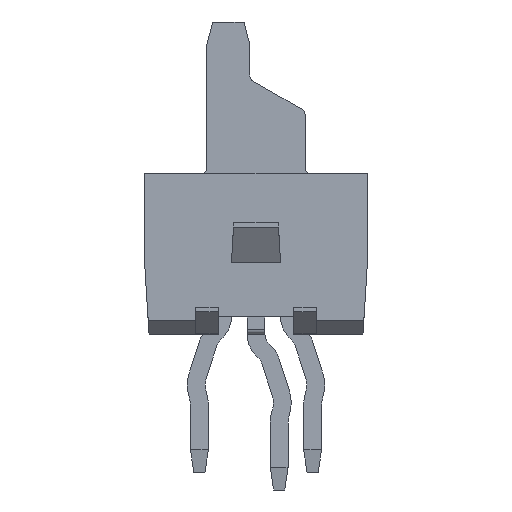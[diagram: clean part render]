
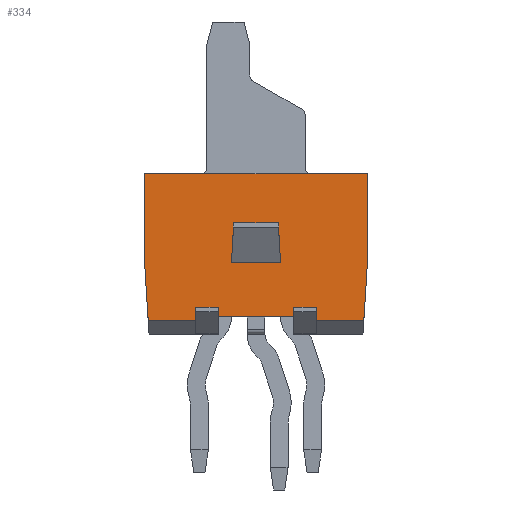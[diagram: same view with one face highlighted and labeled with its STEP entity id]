
A CAD part, left-side view. The second image highlights one B-rep face of the part: STEP entity #334.
In plain terms, the highlighted planar face has unit normal (-1, 0, 0).
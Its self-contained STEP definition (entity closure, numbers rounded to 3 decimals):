
#334 = ADVANCED_FACE( '', ( #775, #776 ), #777, .F. );
#775 = FACE_BOUND( '', #1335, .T. );
#776 = FACE_OUTER_BOUND( '', #1336, .T. );
#777 = PLANE( '', #1337 );
#1335 = EDGE_LOOP( '', ( #2340, #2341, #2342, #2343 ) );
#1336 = EDGE_LOOP( '', ( #2344, #2345, #2346, #2347, #2348, #2349, #2350, #2351, #2352, #2353, #2354, #2355, #2356, #2357 ) );
#1337 = AXIS2_PLACEMENT_3D( '', #2358, #2359, #2360 );
#2340 = ORIENTED_EDGE( '', *, *, #3826, .T. );
#2341 = ORIENTED_EDGE( '', *, *, #3827, .T. );
#2342 = ORIENTED_EDGE( '', *, *, #3576, .F. );
#2343 = ORIENTED_EDGE( '', *, *, #3601, .F. );
#2344 = ORIENTED_EDGE( '', *, *, #3626, .T. );
#2345 = ORIENTED_EDGE( '', *, *, #3828, .T. );
#2346 = ORIENTED_EDGE( '', *, *, #3698, .F. );
#2347 = ORIENTED_EDGE( '', *, *, #3829, .T. );
#2348 = ORIENTED_EDGE( '', *, *, #3830, .F. );
#2349 = ORIENTED_EDGE( '', *, *, #3529, .F. );
#2350 = ORIENTED_EDGE( '', *, *, #3579, .T. );
#2351 = ORIENTED_EDGE( '', *, *, #3831, .T. );
#2352 = ORIENTED_EDGE( '', *, *, #3832, .F. );
#2353 = ORIENTED_EDGE( '', *, *, #3833, .F. );
#2354 = ORIENTED_EDGE( '', *, *, #3834, .F. );
#2355 = ORIENTED_EDGE( '', *, *, #3713, .T. );
#2356 = ORIENTED_EDGE( '', *, *, #3835, .T. );
#2357 = ORIENTED_EDGE( '', *, *, #3836, .T. );
#2358 = CARTESIAN_POINT( '', ( -7.365, 2.5, 3.6 ) );
#2359 = DIRECTION( '', ( 1., 0., 0. ) );
#2360 = DIRECTION( '', ( 0., 0., -1. ) );
#3529 = EDGE_CURVE( '', #4311, #4307, #4313, .T. );
#3576 = EDGE_CURVE( '', #4395, #4390, #4397, .T. );
#3579 = EDGE_CURVE( '', #4311, #4399, #4402, .T. );
#3601 = EDGE_CURVE( '', #4437, #4395, #4439, .T. );
#3626 = EDGE_CURVE( '', #4483, #4481, #4484, .T. );
#3698 = EDGE_CURVE( '', #4600, #4603, #4604, .T. );
#3713 = EDGE_CURVE( '', #4627, #4625, #4628, .T. );
#3826 = EDGE_CURVE( '', #4437, #4810, #4811, .T. );
#3827 = EDGE_CURVE( '', #4810, #4390, #4812, .T. );
#3828 = EDGE_CURVE( '', #4481, #4603, #4813, .T. );
#3829 = EDGE_CURVE( '', #4600, #4814, #4815, .T. );
#3830 = EDGE_CURVE( '', #4307, #4814, #4816, .T. );
#3831 = EDGE_CURVE( '', #4399, #4817, #4818, .T. );
#3832 = EDGE_CURVE( '', #4819, #4817, #4820, .T. );
#3833 = EDGE_CURVE( '', #4821, #4819, #4822, .T. );
#3834 = EDGE_CURVE( '', #4627, #4821, #4823, .T. );
#3835 = EDGE_CURVE( '', #4625, #4824, #4825, .T. );
#3836 = EDGE_CURVE( '', #4824, #4483, #4826, .T. );
#4307 = VERTEX_POINT( '', #5668 );
#4311 = VERTEX_POINT( '', #5674 );
#4313 = LINE( '', #5677, #5678 );
#4390 = VERTEX_POINT( '', #5790 );
#4395 = VERTEX_POINT( '', #5797 );
#4397 = LINE( '', #5800, #5801 );
#4399 = VERTEX_POINT( '', #5803 );
#4402 = LINE( '', #5807, #5808 );
#4437 = VERTEX_POINT( '', #5859 );
#4439 = LINE( '', #5862, #5863 );
#4481 = VERTEX_POINT( '', #5922 );
#4483 = VERTEX_POINT( '', #5925 );
#4484 = LINE( '', #5926, #5927 );
#4600 = VERTEX_POINT( '', #6096 );
#4603 = VERTEX_POINT( '', #6100 );
#4604 = LINE( '', #6101, #6102 );
#4625 = VERTEX_POINT( '', #6133 );
#4627 = VERTEX_POINT( '', #6136 );
#4628 = LINE( '', #6137, #6138 );
#4810 = VERTEX_POINT( '', #6413 );
#4811 = LINE( '', #6414, #6415 );
#4812 = LINE( '', #6416, #6417 );
#4813 = LINE( '', #6418, #6419 );
#4814 = VERTEX_POINT( '', #6420 );
#4815 = LINE( '', #6421, #6422 );
#4816 = LINE( '', #6423, #6424 );
#4817 = VERTEX_POINT( '', #6425 );
#4818 = LINE( '', #6426, #6427 );
#4819 = VERTEX_POINT( '', #6428 );
#4820 = LINE( '', #6429, #6430 );
#4821 = VERTEX_POINT( '', #6431 );
#4822 = LINE( '', #6432, #6433 );
#4823 = LINE( '', #6434, #6435 );
#4824 = VERTEX_POINT( '', #6436 );
#4825 = LINE( '', #6437, #6438 );
#4826 = LINE( '', #6439, #6440 );
#5668 = CARTESIAN_POINT( '', ( -7.365, -0.85, 0.6 ) );
#5674 = CARTESIAN_POINT( '', ( -7.365, -1.35, 0.6 ) );
#5677 = CARTESIAN_POINT( '', ( -7.365, -1.35, 0.6 ) );
#5678 = VECTOR( '', #7152, 1000. );
#5790 = CARTESIAN_POINT( '', ( -7.365, 0.55, 1.6 ) );
#5797 = CARTESIAN_POINT( '', ( -7.365, 0.5, 2.5 ) );
#5800 = CARTESIAN_POINT( '', ( -7.365, 0.5, 2.5 ) );
#5801 = VECTOR( '', #7191, 1000. );
#5803 = CARTESIAN_POINT( '', ( -7.365, -1.35, 0.3 ) );
#5807 = CARTESIAN_POINT( '', ( -7.365, -1.35, 0.6 ) );
#5808 = VECTOR( '', #7193, 1000. );
#5859 = CARTESIAN_POINT( '', ( -7.365, -0.5, 2.5 ) );
#5862 = CARTESIAN_POINT( '', ( -7.365, -0.55, 2.5 ) );
#5863 = VECTOR( '', #7211, 1000. );
#5922 = CARTESIAN_POINT( '', ( -7.365, 1.35, 0.6 ) );
#5925 = CARTESIAN_POINT( '', ( -7.365, 1.35, 0.3 ) );
#5926 = CARTESIAN_POINT( '', ( -7.365, 1.35, 0.3 ) );
#5927 = VECTOR( '', #7236, 1000. );
#6096 = CARTESIAN_POINT( '', ( -7.365, 0.85, 0.4 ) );
#6100 = CARTESIAN_POINT( '', ( -7.365, 0.85, 0.6 ) );
#6101 = CARTESIAN_POINT( '', ( -7.365, 0.85, 0.3 ) );
#6102 = VECTOR( '', #7294, 1000. );
#6133 = CARTESIAN_POINT( '', ( -7.365, 2.5, 1.6 ) );
#6136 = CARTESIAN_POINT( '', ( -7.365, 2.5, 3.6 ) );
#6137 = CARTESIAN_POINT( '', ( -7.365, 2.5, 3.6 ) );
#6138 = VECTOR( '', #7306, 1000. );
#6413 = CARTESIAN_POINT( '', ( -7.365, -0.55, 1.6 ) );
#6414 = CARTESIAN_POINT( '', ( -7.365, -0.5, 2.5 ) );
#6415 = VECTOR( '', #7409, 1000. );
#6416 = CARTESIAN_POINT( '', ( -7.365, -0.55, 1.6 ) );
#6417 = VECTOR( '', #7410, 1000. );
#6418 = CARTESIAN_POINT( '', ( -7.365, 1.35, 0.6 ) );
#6419 = VECTOR( '', #7411, 1000. );
#6420 = CARTESIAN_POINT( '', ( -7.365, -0.85, 0.4 ) );
#6421 = CARTESIAN_POINT( '', ( -7.365, 2.5, 0.4 ) );
#6422 = VECTOR( '', #7412, 1000. );
#6423 = CARTESIAN_POINT( '', ( -7.365, -0.85, 0.6 ) );
#6424 = VECTOR( '', #7413, 1000. );
#6425 = CARTESIAN_POINT( '', ( -7.365, -2.419, 0.3 ) );
#6426 = CARTESIAN_POINT( '', ( -7.365, 2.5, 0.3 ) );
#6427 = VECTOR( '', #7414, 1000. );
#6428 = CARTESIAN_POINT( '', ( -7.365, -2.5, 1.6 ) );
#6429 = CARTESIAN_POINT( '', ( -7.365, -2.605, 3.281 ) );
#6430 = VECTOR( '', #7415, 1000. );
#6431 = CARTESIAN_POINT( '', ( -7.365, -2.5, 3.6 ) );
#6432 = CARTESIAN_POINT( '', ( -7.365, -2.5, 3.6 ) );
#6433 = VECTOR( '', #7416, 1000. );
#6434 = CARTESIAN_POINT( '', ( -7.365, 2.5, 3.6 ) );
#6435 = VECTOR( '', #7417, 1000. );
#6436 = CARTESIAN_POINT( '', ( -7.365, 2.419, 0.3 ) );
#6437 = CARTESIAN_POINT( '', ( -7.365, 2.625, 3.592 ) );
#6438 = VECTOR( '', #7418, 1000. );
#6439 = CARTESIAN_POINT( '', ( -7.365, 2.5, 0.3 ) );
#6440 = VECTOR( '', #7419, 1000. );
#7152 = DIRECTION( '', ( 0., 1., 0. ) );
#7191 = DIRECTION( '', ( 0., 0.055, -0.998 ) );
#7193 = DIRECTION( '', ( 0., 0., -1. ) );
#7211 = DIRECTION( '', ( 0., 1., 0. ) );
#7236 = DIRECTION( '', ( 0., 0., 1. ) );
#7294 = DIRECTION( '', ( 0., 0., 1. ) );
#7306 = DIRECTION( '', ( 0., 0., -1. ) );
#7409 = DIRECTION( '', ( 0., -0.055, -0.998 ) );
#7410 = DIRECTION( '', ( 0., 1., 0. ) );
#7411 = DIRECTION( '', ( 0., -1., 0. ) );
#7412 = DIRECTION( '', ( 0., -1., 0. ) );
#7413 = DIRECTION( '', ( 0., 0., -1. ) );
#7414 = DIRECTION( '', ( 0., -1., 0. ) );
#7415 = DIRECTION( '', ( 0., 0.062, -0.998 ) );
#7416 = DIRECTION( '', ( 0., 0., -1. ) );
#7417 = DIRECTION( '', ( 0., -1., 0. ) );
#7418 = DIRECTION( '', ( 0., -0.062, -0.998 ) );
#7419 = DIRECTION( '', ( 0., -1., 0. ) );
